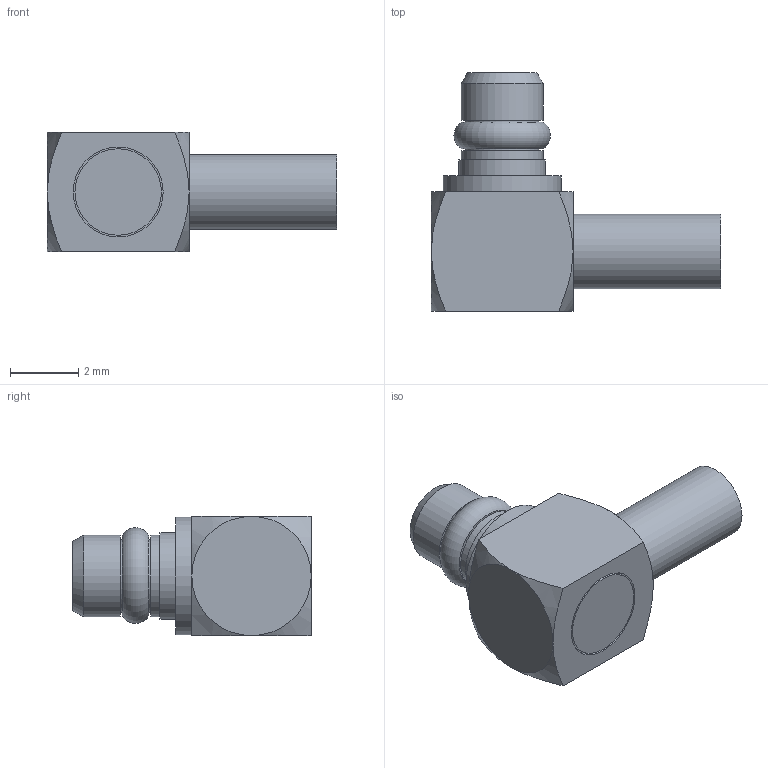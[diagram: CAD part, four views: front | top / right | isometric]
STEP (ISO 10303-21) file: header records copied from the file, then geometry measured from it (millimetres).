
FILE_DESCRIPTION (( 'STEP AP203' ), '1' );
FILE_NAME ('PE44457.step', '2020-04-17T18:03:07', ( '' ), ( '' ), 'SwSTEP 2.0', 'SolidWorks 2018', '' );
FILE_SCHEMA (( 'CONFIG_CONTROL_DESIGN' ));
Length unit declared in the file: inch
Products named in the file (1): PE44457
Bounding box: 8.5 x 7 x 3.51 mm (x, y, z)
Volume: 76.7 mm3; surface area: 182.9 mm2
Topology: 2 solids, 2 shells, 44 faces, 84 edges, 53 vertices
Faces by surface type: plane 20, cylinder 12, cone 10, sphere 1, torus 1
Full cylindrical faces by diameter (mm): 0.508 x1, 1.25 x1, 1.575 x1, 2.146 x1, 2.2 x1, 2.4 x2, 2.54 x2, 2.642 x1, 3.454 x1
Entity records: 1145 total; most frequent: CARTESIAN_POINT 269, DIRECTION 172, ORIENTED_EDGE 128, AXIS2_PLACEMENT_3D 81, EDGE_LOOP 68, EDGE_CURVE 64, FACE_OUTER_BOUND 55, VERTEX_POINT 48
